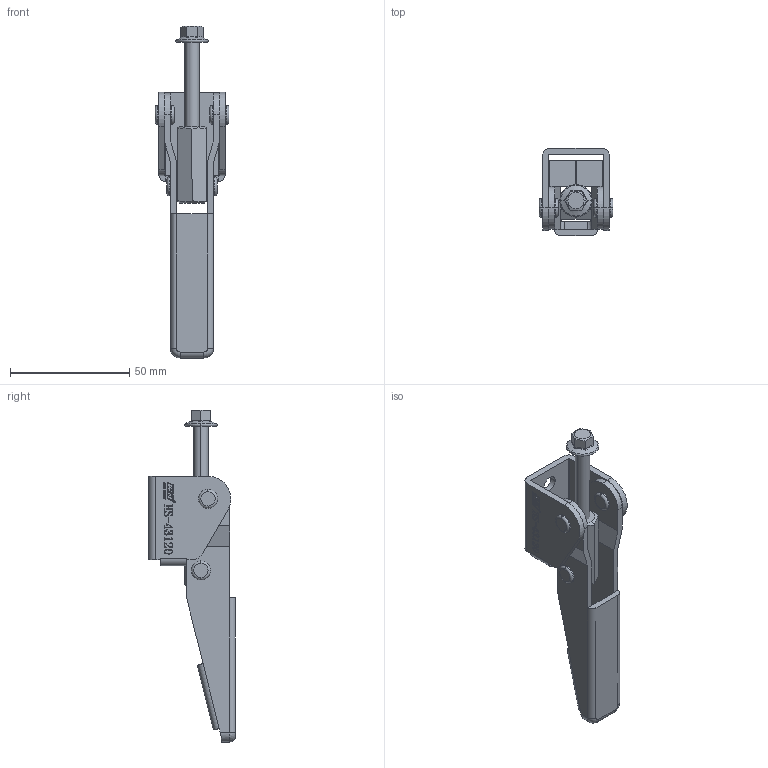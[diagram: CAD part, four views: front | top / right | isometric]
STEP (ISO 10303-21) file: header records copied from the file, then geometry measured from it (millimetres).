
FILE_DESCRIPTION (( 'STEP AP203' ), '1' );
FILE_NAME ('HS-43120 装配体.STEP', '2018-12-07T07:04:06', ( 'PCOS' ), ( '微软中国' ), 'SwSTEP 2.0', 'SolidWorks 2012', '' );
FILE_SCHEMA (( 'CONFIG_CONTROL_DESIGN' ));
Length unit declared in the file: millimetre
Products named in the file (7): HS-43120 蚾饜极; hexagon flange bolts--small series gb_GB_FASTENER_BOLT_HFBSS M6X55-N; 种2; 种1; 忒參; 鞠褒; 菁釱
Assembly tree (7 placements, depth 2):
  HS-43120 蚾饜极
    菁釱
    鞠褒
    忒參
    种1  x2
    种2
    hexagon flange bolts--small series gb_GB_FASTENER_BOLT_HFBSS M6X55-N
Bounding box: 31 x 36.5 x 139.3 mm (x, y, z)
Volume: 25037.9 mm3; surface area: 21467.2 mm2
Topology: 7 solids, 7 shells, 545 faces, 1436 edges, 936 vertices
Faces by surface type: plane 277, bspline 141, cylinder 99, torus 16, cone 12
Entity records: 22891 total; most frequent: CARTESIAN_POINT 9742, ORIENTED_EDGE 2820, DIRECTION 2116, EDGE_CURVE 1410, VERTEX_POINT 920, VECTOR 876, LINE 876, AXIS2_PLACEMENT_3D 620
